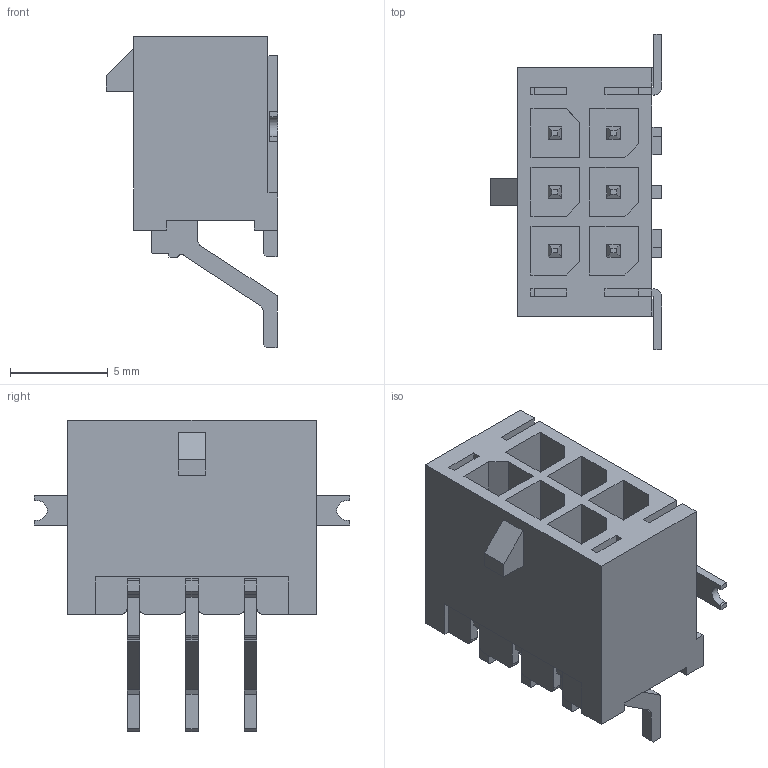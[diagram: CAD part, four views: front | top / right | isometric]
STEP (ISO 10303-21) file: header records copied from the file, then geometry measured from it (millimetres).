
FILE_DESCRIPTION(/* description */ ('Unknown'),/* implementation_level */ '2;1');
FILE_NAME(/* name */ '662006231722',/* time_stamp */ '2020-01-31T15:37:33+01:00',/* author */ ('Unknown'),/* organization */ ('Unknown'),/* preprocessor_version */ 'ST-DEVELOPER v16.7',/* originating_system */ 'DEX',/* authorisation */ $);
FILE_SCHEMA (('AUTOMOTIVE_DESIGN {1 0 10303 214 3 1 1}'));
Length unit declared in the file: millimetre
Products named in the file (5): 6620xx231722; 662006231722; 6620xx231722_PATTE; 6620xx231722_PIN_COURTE; 6620xx231722_PIN_LONGUE
Assembly tree (9 placements, depth 2):
  6620xx231722
    662006231722
    6620xx231722_PATTE  x2
    6620xx231722_PIN_COURTE  x3
    6620xx231722_PIN_LONGUE  x3
Bounding box: 8.76 x 16.1 x 15.9 mm (x, y, z)
Volume: 600.6 mm3; surface area: 1597.1 mm2
Topology: 9 solids, 9 shells, 390 faces, 1101 edges, 726 vertices
Faces by surface type: plane 351, cylinder 39
Entity records: 8583 total; most frequent: CARTESIAN_POINT 1517, ORIENTED_EDGE 1502, DIRECTION 1331, EDGE_CURVE 751, LINE 707, VECTOR 707, VERTEX_POINT 498, AXIS2_PLACEMENT_3D 312
